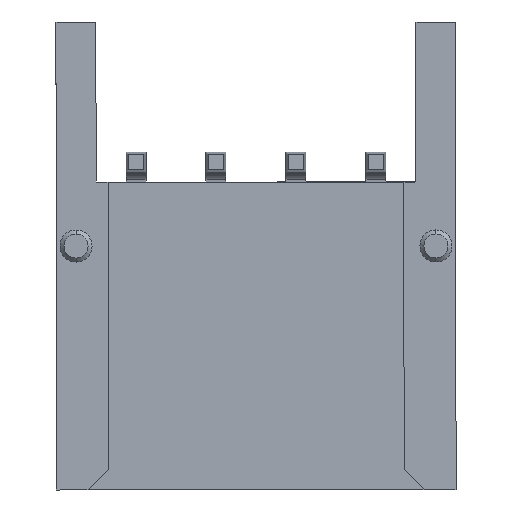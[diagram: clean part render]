
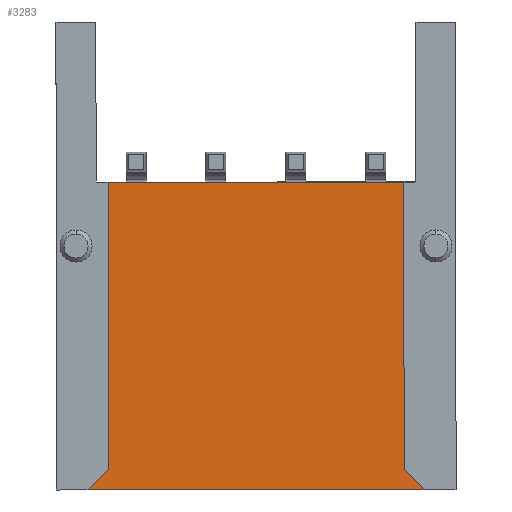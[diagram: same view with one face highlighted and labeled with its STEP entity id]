
A CAD part, front view. The second image highlights one B-rep face of the part: STEP entity #3283.
In plain terms, the highlighted planar face has unit normal (0, -1, 0).
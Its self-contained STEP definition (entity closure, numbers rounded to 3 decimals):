
#108 = DIRECTION ( 'NONE',  ( 1., 0., 0. ) ) ;
#254 = VERTEX_POINT ( 'NONE', #3022 ) ;
#278 = LINE ( 'NONE', #2505, #4363 ) ;
#410 = DIRECTION ( 'NONE',  ( 0., 1., 0. ) ) ;
#427 = DIRECTION ( 'NONE',  ( 0., 0., -1. ) ) ;
#517 = EDGE_CURVE ( 'NONE', #3501, #546, #1506, .T. ) ;
#546 = VERTEX_POINT ( 'NONE', #994 ) ;
#994 = CARTESIAN_POINT ( 'NONE',  ( 4.2, 1., -5.85 ) ) ;
#1061 = EDGE_CURVE ( 'NONE', #254, #4480, #3725, .T. ) ;
#1249 = ORIENTED_EDGE ( 'NONE', *, *, #5384, .T. ) ;
#1272 = VECTOR ( 'NONE', #3256, 1000. ) ;
#1288 = DIRECTION ( 'NONE',  ( 1., 0., 0. ) ) ;
#1304 = CARTESIAN_POINT ( 'NONE',  ( -3.7, 1., -5.35 ) ) ;
#1358 = VERTEX_POINT ( 'NONE', #3475 ) ;
#1419 = CARTESIAN_POINT ( 'NONE',  ( -3.7, 1., 5.85 ) ) ;
#1506 = LINE ( 'NONE', #3299, #4240 ) ;
#1598 = DIRECTION ( 'NONE',  ( -0.707, 0., 0.707 ) ) ;
#1875 = ORIENTED_EDGE ( 'NONE', *, *, #3158, .F. ) ;
#2090 = DIRECTION ( 'NONE',  ( 0., 0., -1. ) ) ;
#2141 = CARTESIAN_POINT ( 'NONE',  ( 3.7, 1., 1.85 ) ) ;
#2402 = VECTOR ( 'NONE', #1288, 1000. ) ;
#2424 = ORIENTED_EDGE ( 'NONE', *, *, #517, .T. ) ;
#2474 = VECTOR ( 'NONE', #4223, 1000. ) ;
#2505 = CARTESIAN_POINT ( 'NONE',  ( -1.9, 1., 0.25 ) ) ;
#2780 = EDGE_CURVE ( 'NONE', #4480, #3501, #3545, .T. ) ;
#3022 = CARTESIAN_POINT ( 'NONE',  ( -3.7, 1., 1.85 ) ) ;
#3158 = EDGE_CURVE ( 'NONE', #254, #4904, #5215, .T. ) ;
#3226 = CARTESIAN_POINT ( 'NONE',  ( 5.6, 1., 3.95 ) ) ;
#3256 = DIRECTION ( 'NONE',  ( 0., 0., -1. ) ) ;
#3283 = ADVANCED_FACE ( 'NONE', ( #5925 ), #4071, .F. ) ;
#3299 = CARTESIAN_POINT ( 'NONE',  ( 3.7, 1., -5.85 ) ) ;
#3475 = CARTESIAN_POINT ( 'NONE',  ( 3.7, 1., -5.35 ) ) ;
#3501 = VERTEX_POINT ( 'NONE', #5626 ) ;
#3545 = LINE ( 'NONE', #3226, #2474 ) ;
#3725 = LINE ( 'NONE', #1419, #1272 ) ;
#3984 = ORIENTED_EDGE ( 'NONE', *, *, #2780, .T. ) ;
#4071 = PLANE ( 'NONE',  #5928 ) ;
#4223 = DIRECTION ( 'NONE',  ( -0.707, 0., -0.707 ) ) ;
#4240 = VECTOR ( 'NONE', #108, 1000. ) ;
#4258 = EDGE_CURVE ( 'NONE', #4904, #1358, #5505, .T. ) ;
#4363 = VECTOR ( 'NONE', #1598, 1000. ) ;
#4480 = VERTEX_POINT ( 'NONE', #1304 ) ;
#4718 = ORIENTED_EDGE ( 'NONE', *, *, #1061, .T. ) ;
#4863 = CARTESIAN_POINT ( 'NONE',  ( 3.7, 1., 5.85 ) ) ;
#4904 = VERTEX_POINT ( 'NONE', #2141 ) ;
#5024 = ORIENTED_EDGE ( 'NONE', *, *, #4258, .F. ) ;
#5162 = VECTOR ( 'NONE', #2090, 1000. ) ;
#5196 = EDGE_LOOP ( 'NONE', ( #4718, #3984, #2424, #1249, #5024, #1875 ) ) ;
#5215 = LINE ( 'NONE', #5918, #2402 ) ;
#5384 = EDGE_CURVE ( 'NONE', #546, #1358, #278, .T. ) ;
#5505 = LINE ( 'NONE', #4863, #5162 ) ;
#5626 = CARTESIAN_POINT ( 'NONE',  ( -4.2, 1., -5.85 ) ) ;
#5893 = CARTESIAN_POINT ( 'NONE',  ( 3.7, 1., 5.85 ) ) ;
#5918 = CARTESIAN_POINT ( 'NONE',  ( 5., 1., 1.85 ) ) ;
#5925 = FACE_OUTER_BOUND ( 'NONE', #5196, .T. ) ;
#5928 = AXIS2_PLACEMENT_3D ( 'NONE', #5893, #410, #427 ) ;
